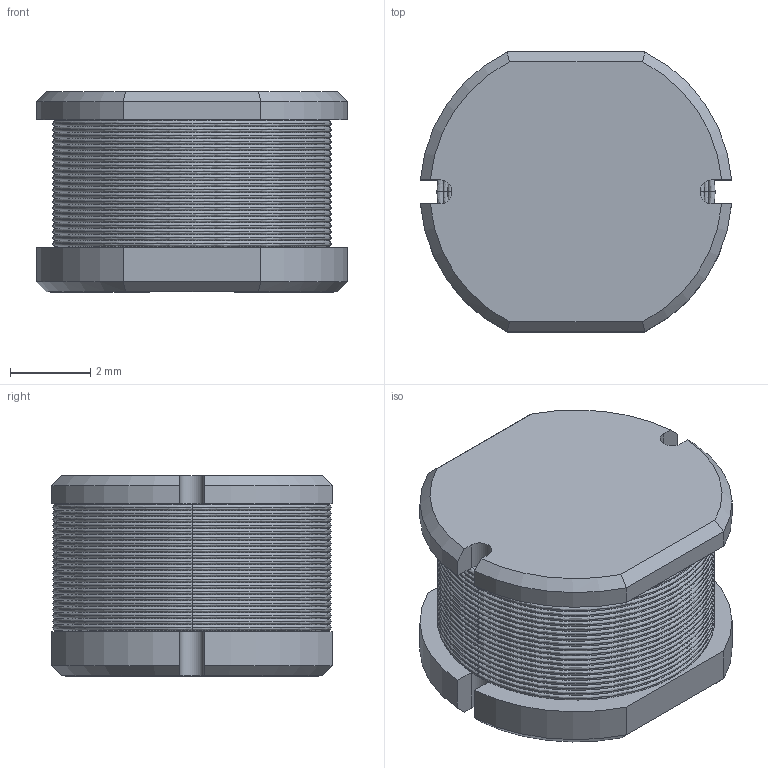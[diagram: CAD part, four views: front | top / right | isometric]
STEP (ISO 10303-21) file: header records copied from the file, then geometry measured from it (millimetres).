
FILE_DESCRIPTION (( 'STEP AP214' ), '1' );
FILE_NAME ('User Library-Inductor_SDE0805.STEP', '2019-02-21T21:18:39', ( '' ), ( '' ), 'SwSTEP 2.0', 'SolidWorks 2019', '' );
FILE_SCHEMA (( 'AUTOMOTIVE_DESIGN' ));
Length unit declared in the file: millimetre
Products named in the file (6): User Library-Inductor_SDE0805_Cut002; User Library-Inductor_SDE0805_Array001; User Library-Inductor_SDE0805_Array; User Library-Inductor_SDE0805_Pad003; User Library-Inductor_SDE0805_Array002; User Library-Inductor_SDE0805
Assembly tree (5 placements, depth 2):
  User Library-Inductor_SDE0805
    User Library-Inductor_SDE0805_Array002
    User Library-Inductor_SDE0805_Array001
    User Library-Inductor_SDE0805_Pad003
    User Library-Inductor_SDE0805_Array
    User Library-Inductor_SDE0805_Cut002
Bounding box: 7.78 x 7 x 5.02 mm (x, y, z)
Volume: 183 mm3; surface area: 521.9 mm2
Topology: 28 solids, 28 shells, 162 faces, 354 edges, 200 vertices
Faces by surface type: bspline 100, plane 36, cylinder 18, cone 8
Entity records: 7885 total; most frequent: CARTESIAN_POINT 2272, DIRECTION 722, ORIENTED_EDGE 708, EDGE_CURVE 354, AXIS2_PLACEMENT_3D 314, CIRCLE 244, UNCERTAINTY_MEASURE_WITH_UNIT 201, VERTEX_POINT 200
